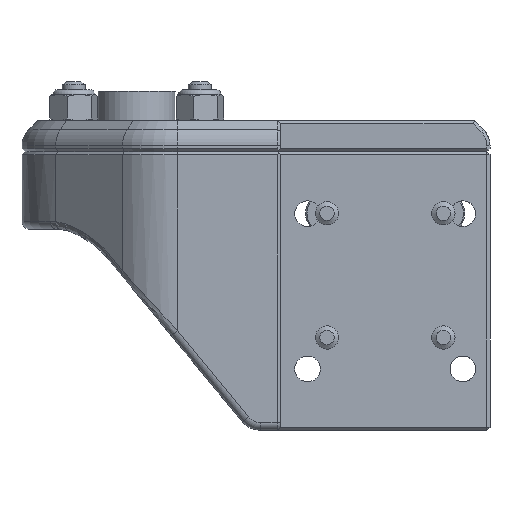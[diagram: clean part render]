
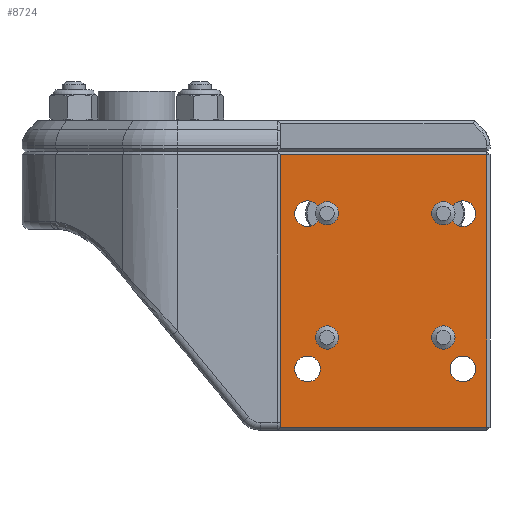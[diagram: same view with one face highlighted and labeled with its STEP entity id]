
A CAD part, front view. The second image highlights one B-rep face of the part: STEP entity #8724.
In plain terms, the highlighted planar face has unit normal (0, -1, 0).
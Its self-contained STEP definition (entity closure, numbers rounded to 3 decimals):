
#294=FACE_BOUND('',#1802,.T.);
#295=FACE_BOUND('',#1803,.T.);
#296=FACE_BOUND('',#1804,.T.);
#297=FACE_BOUND('',#1805,.T.);
#460=PLANE('',#9694);
#1173=FACE_OUTER_BOUND('',#1801,.T.);
#1801=EDGE_LOOP('',(#6941,#6942,#6943,#6944));
#1802=EDGE_LOOP('',(#6945));
#1803=EDGE_LOOP('',(#6946));
#1804=EDGE_LOOP('',(#6947));
#1805=EDGE_LOOP('',(#6948));
#2303=LINE('',#21378,#2918);
#2308=LINE('',#21388,#2923);
#2311=LINE('',#21394,#2926);
#2330=LINE('',#21516,#2945);
#2918=VECTOR('',#11437,10.);
#2923=VECTOR('',#11446,10.);
#2926=VECTOR('',#11451,10.);
#2945=VECTOR('',#11490,10.);
#3548=CIRCLE('',#9695,1.65);
#3549=CIRCLE('',#9696,1.65);
#3550=CIRCLE('',#9697,1.65);
#3551=CIRCLE('',#9698,1.65);
#4074=VERTEX_POINT('',#21354);
#4083=VERTEX_POINT('',#21374);
#4086=VERTEX_POINT('',#21384);
#4088=VERTEX_POINT('',#21393);
#4104=VERTEX_POINT('',#21517);
#4105=VERTEX_POINT('',#21519);
#4106=VERTEX_POINT('',#21521);
#4107=VERTEX_POINT('',#21523);
#5066=EDGE_CURVE('',#4074,#4083,#2303,.T.);
#5071=EDGE_CURVE('',#4083,#4086,#2308,.T.);
#5074=EDGE_CURVE('',#4086,#4088,#2311,.T.);
#5102=EDGE_CURVE('',#4088,#4074,#2330,.T.);
#5103=EDGE_CURVE('',#4104,#4104,#3548,.T.);
#5104=EDGE_CURVE('',#4105,#4105,#3549,.T.);
#5105=EDGE_CURVE('',#4106,#4106,#3550,.T.);
#5106=EDGE_CURVE('',#4107,#4107,#3551,.T.);
#6941=ORIENTED_EDGE('',*,*,#5074,.F.);
#6942=ORIENTED_EDGE('',*,*,#5071,.F.);
#6943=ORIENTED_EDGE('',*,*,#5066,.F.);
#6944=ORIENTED_EDGE('',*,*,#5102,.F.);
#6945=ORIENTED_EDGE('',*,*,#5103,.F.);
#6946=ORIENTED_EDGE('',*,*,#5104,.F.);
#6947=ORIENTED_EDGE('',*,*,#5105,.F.);
#6948=ORIENTED_EDGE('',*,*,#5106,.F.);
#8724=ADVANCED_FACE('',(#1173,#294,#295,#296,#297),#460,.T.);
#9694=AXIS2_PLACEMENT_3D('',#21515,#11488,#11489);
#9695=AXIS2_PLACEMENT_3D('',#21518,#11491,#11492);
#9696=AXIS2_PLACEMENT_3D('',#21520,#11493,#11494);
#9697=AXIS2_PLACEMENT_3D('',#21522,#11495,#11496);
#9698=AXIS2_PLACEMENT_3D('',#21524,#11497,#11498);
#11437=DIRECTION('',(1.,0.,0.));
#11446=DIRECTION('',(0.,0.,-1.));
#11451=DIRECTION('',(-1.,0.,0.));
#11488=DIRECTION('center_axis',(0.,-1.,0.));
#11489=DIRECTION('ref_axis',(1.,0.,0.));
#11490=DIRECTION('',(0.,0.,1.));
#11491=DIRECTION('center_axis',(0.,-1.,0.));
#11492=DIRECTION('ref_axis',(1.,0.,0.));
#11493=DIRECTION('center_axis',(0.,-1.,0.));
#11494=DIRECTION('ref_axis',(1.,0.,0.));
#11495=DIRECTION('center_axis',(0.,-1.,0.));
#11496=DIRECTION('ref_axis',(1.,0.,0.));
#11497=DIRECTION('center_axis',(0.,-1.,0.));
#11498=DIRECTION('ref_axis',(1.,0.,0.));
#21354=CARTESIAN_POINT('',(376.5,23.,195.485));
#21374=CARTESIAN_POINT('',(403.1,23.,195.485));
#21378=CARTESIAN_POINT('',(374.314,23.,195.485));
#21384=CARTESIAN_POINT('',(403.1,23.,160.385));
#21388=CARTESIAN_POINT('',(403.1,23.,158.41));
#21393=CARTESIAN_POINT('',(376.5,23.,160.385));
#21394=CARTESIAN_POINT('',(374.124,23.,160.385));
#21515=CARTESIAN_POINT('Origin',(376.5,23.,156.835));
#21516=CARTESIAN_POINT('',(376.5,23.,156.835));
#21517=CARTESIAN_POINT('',(398.35,23.,187.885));
#21518=CARTESIAN_POINT('Origin',(400.,23.,187.885));
#21519=CARTESIAN_POINT('',(398.35,23.,167.885));
#21520=CARTESIAN_POINT('Origin',(400.,23.,167.885));
#21521=CARTESIAN_POINT('',(378.35,23.,187.885));
#21522=CARTESIAN_POINT('Origin',(380.,23.,187.885));
#21523=CARTESIAN_POINT('',(378.35,23.,167.885));
#21524=CARTESIAN_POINT('Origin',(380.,23.,167.885));
